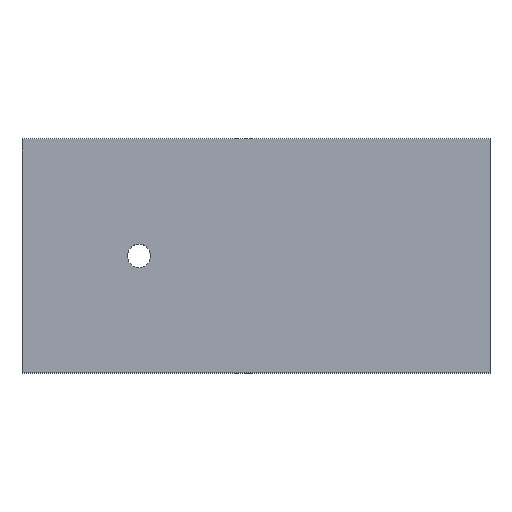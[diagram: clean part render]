
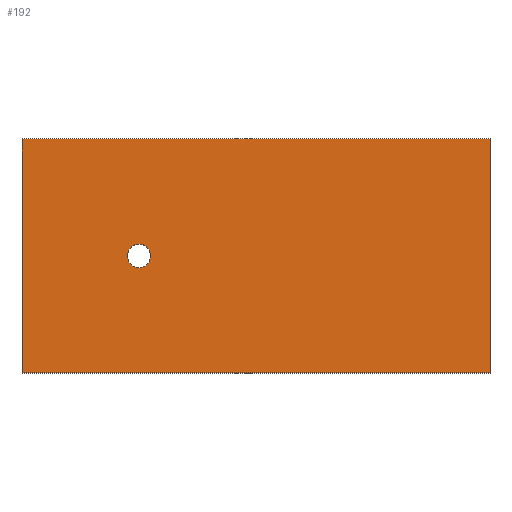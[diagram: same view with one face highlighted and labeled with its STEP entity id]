
A CAD part, top view. The second image highlights one B-rep face of the part: STEP entity #192.
In plain terms, the highlighted planar face has unit normal (0, 0, 1).
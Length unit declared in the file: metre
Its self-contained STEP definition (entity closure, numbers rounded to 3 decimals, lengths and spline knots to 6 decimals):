
#8 = VERTEX_POINT ( 'NONE', #302 ) ;
#9 = EDGE_CURVE ( 'NONE', #60, #68, #283, .T. ) ;
#12 = AXIS2_PLACEMENT_3D ( 'NONE', #196, #118, #42 ) ;
#18 = CARTESIAN_POINT ( 'NONE',  ( -1., -1., 0.5 ) ) ;
#19 = AXIS2_PLACEMENT_3D ( 'NONE', #203, #146, #220 ) ;
#26 = ORIENTED_EDGE ( 'NONE', *, *, #77, .T. ) ;
#42 = DIRECTION ( 'NONE',  ( 1., 0., 0. ) ) ;
#43 = EDGE_LOOP ( 'NONE', ( #110, #47, #26, #258 ) ) ;
#44 = DIRECTION ( 'NONE',  ( 1., 0., 0. ) ) ;
#47 = ORIENTED_EDGE ( 'NONE', *, *, #178, .T. ) ;
#53 = AXIS2_PLACEMENT_3D ( 'NONE', #202, #95, #44 ) ;
#60 = VERTEX_POINT ( 'NONE', #301 ) ;
#61 = ORIENTED_EDGE ( 'NONE', *, *, #83, .F. ) ;
#68 = VERTEX_POINT ( 'NONE', #201 ) ;
#69 = CARTESIAN_POINT ( 'NONE',  ( -1., 1., 0.5 ) ) ;
#71 = LINE ( 'NONE', #18, #164 ) ;
#77 = EDGE_CURVE ( 'NONE', #135, #8, #276, .T. ) ;
#82 = CIRCLE ( 'NONE', #19, 0.1 ) ;
#83 = EDGE_CURVE ( 'NONE', #68, #60, #82, .T. ) ;
#95 = DIRECTION ( 'NONE',  ( 0., 0., 1. ) ) ;
#97 = FACE_OUTER_BOUND ( 'NONE', #43, .T. ) ;
#108 = EDGE_CURVE ( 'NONE', #230, #186, #297, .T. ) ;
#110 = ORIENTED_EDGE ( 'NONE', *, *, #108, .T. ) ;
#116 = VECTOR ( 'NONE', #122, 1. ) ;
#118 = DIRECTION ( 'NONE',  ( 0., 0., 1. ) ) ;
#122 = DIRECTION ( 'NONE',  ( 0., 1., 0. ) ) ;
#124 = PLANE ( 'NONE',  #53 ) ;
#130 = LINE ( 'NONE', #207, #261 ) ;
#135 = VERTEX_POINT ( 'NONE', #175 ) ;
#146 = DIRECTION ( 'NONE',  ( 0., 0., 1. ) ) ;
#153 = CARTESIAN_POINT ( 'NONE',  ( -1., -1., 0.5 ) ) ;
#164 = VECTOR ( 'NONE', #173, 1. ) ;
#173 = DIRECTION ( 'NONE',  ( 1., 0., 0. ) ) ;
#175 = CARTESIAN_POINT ( 'NONE',  ( 3., -1., 0.5 ) ) ;
#178 = EDGE_CURVE ( 'NONE', #186, #135, #71, .T. ) ;
#186 = VERTEX_POINT ( 'NONE', #153 ) ;
#192 = ADVANCED_FACE ( 'NONE', ( #238, #97 ), #124, .T. ) ;
#193 = EDGE_CURVE ( 'NONE', #8, #230, #130, .T. ) ;
#196 = CARTESIAN_POINT ( 'NONE',  ( 0., 0., 0.5 ) ) ;
#201 = CARTESIAN_POINT ( 'NONE',  ( -0.1, 0., 0.5 ) ) ;
#202 = CARTESIAN_POINT ( 'NONE',  ( 0., 0., 0.5 ) ) ;
#203 = CARTESIAN_POINT ( 'NONE',  ( 0., 0., 0.5 ) ) ;
#207 = CARTESIAN_POINT ( 'NONE',  ( -1., 1., 0.5 ) ) ;
#214 = VECTOR ( 'NONE', #239, 1. ) ;
#220 = DIRECTION ( 'NONE',  ( 1., 0., 0. ) ) ;
#230 = VERTEX_POINT ( 'NONE', #249 ) ;
#238 = FACE_BOUND ( 'NONE', #241, .T. ) ;
#239 = DIRECTION ( 'NONE',  ( 0., -1., 0. ) ) ;
#241 = EDGE_LOOP ( 'NONE', ( #277, #61 ) ) ;
#249 = CARTESIAN_POINT ( 'NONE',  ( -1., 1., 0.5 ) ) ;
#258 = ORIENTED_EDGE ( 'NONE', *, *, #193, .T. ) ;
#261 = VECTOR ( 'NONE', #292, 1. ) ;
#276 = LINE ( 'NONE', #286, #116 ) ;
#277 = ORIENTED_EDGE ( 'NONE', *, *, #9, .F. ) ;
#283 = CIRCLE ( 'NONE', #12, 0.1 ) ;
#286 = CARTESIAN_POINT ( 'NONE',  ( 3., 1., 0.5 ) ) ;
#292 = DIRECTION ( 'NONE',  ( -1., 0., 0. ) ) ;
#297 = LINE ( 'NONE', #69, #214 ) ;
#301 = CARTESIAN_POINT ( 'NONE',  ( 0.1, 0., 0.5 ) ) ;
#302 = CARTESIAN_POINT ( 'NONE',  ( 3., 1., 0.5 ) ) ;
